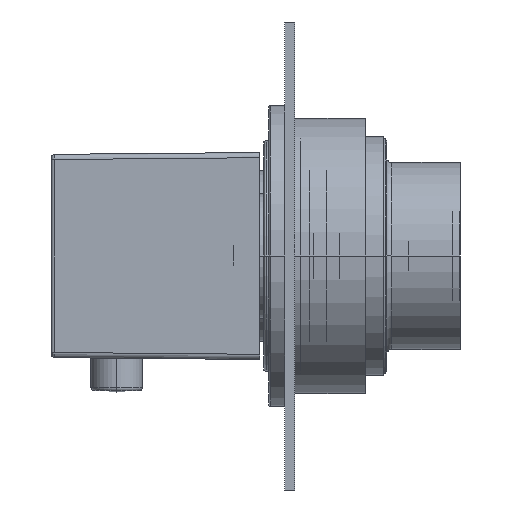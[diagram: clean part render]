
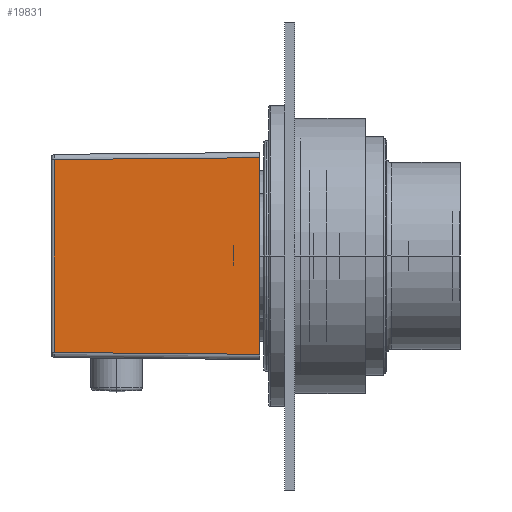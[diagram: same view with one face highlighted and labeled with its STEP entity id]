
A CAD part, left-side view. The second image highlights one B-rep face of the part: STEP entity #19831.
In plain terms, the highlighted face is planar.
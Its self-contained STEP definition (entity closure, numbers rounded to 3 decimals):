
#12483=CARTESIAN_POINT('',(-19.9,18.9,0.));
#12491=DIRECTION('',(0.,1.,0.));
#12492=VECTOR('',#12491,37.8);
#12493=CARTESIAN_POINT('',(-19.9,-18.9,0.));
#12494=LINE('',#12493,#12492);
#12501=CARTESIAN_POINT('',(-19.9,-18.9,0.));
#15240=DIRECTION('',(-0.009,-0.009,-1.));
#15241=VECTOR('',#15240,39.507);
#15242=CARTESIAN_POINT('',(-19.555,-18.555,
39.504));
#15243=LINE('',#15242,#15241);
#15244=DIRECTION('',(-0.009,0.009,-1.));
#15245=VECTOR('',#15244,39.507);
#15246=CARTESIAN_POINT('',(-19.555,18.555,
39.504));
#15247=LINE('',#15246,#15245);
#15248=DIRECTION('',(0.,-1.,0.));
#15249=VECTOR('',#15248,37.111);
#15250=CARTESIAN_POINT('',(-19.555,18.555,
39.504));
#15251=LINE('',#15250,#15249);
#15728=VERTEX_POINT('',#12501);
#15729=VERTEX_POINT('',#12483);
#15737=CARTESIAN_POINT('',(-19.555,-18.555,
39.504));
#15738=VERTEX_POINT('',#15737);
#15743=CARTESIAN_POINT('',(-19.555,18.555,
39.504));
#15744=VERTEX_POINT('',#15743);
#19819=CARTESIAN_POINT('',(-19.9,21.729,0.));
#19820=DIRECTION('',(-1.,0.,0.009));
#19821=DIRECTION('',(0.,-1.,0.));
#19822=AXIS2_PLACEMENT_3D('',#19819,#19820,#19821);
#19823=PLANE('',#19822);
#19824=ORIENTED_EDGE('',*,*,#19810,.T.);
#19825=ORIENTED_EDGE('',*,*,#15898,.T.);
#19826=ORIENTED_EDGE('',*,*,#19557,.F.);
#19828=ORIENTED_EDGE('',*,*,#19827,.T.);
#19829=EDGE_LOOP('',(#19824,#19825,#19826,#19828));
#19830=FACE_OUTER_BOUND('',#19829,.F.);
#19831=ADVANCED_FACE('',(#19830),#19823,.T.);
#15898=EDGE_CURVE('',#15728,#15729,#12494,.T.);
#19557=EDGE_CURVE('',#15744,#15729,#15247,.T.);
#19810=EDGE_CURVE('',#15738,#15728,#15243,.T.);
#19827=EDGE_CURVE('',#15744,#15738,#15251,.T.);
